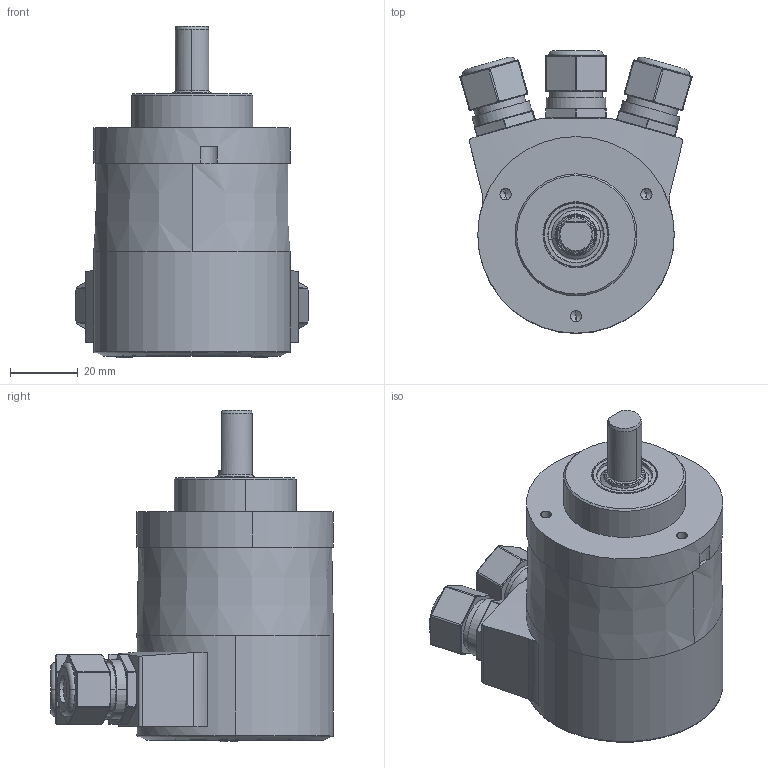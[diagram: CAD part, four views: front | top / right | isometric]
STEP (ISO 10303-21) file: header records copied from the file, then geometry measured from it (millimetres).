
FILE_DESCRIPTION((''),'2;1');
FILE_NAME('1034515-01','2013-06-19T',('SE2562'),(''),'PRO/ENGINEER BY PARAMETRIC TECHNOLOGY CORPORATION, 2011410','PRO/ENGINEER BY PARAMETRIC TECHNOLOGY CORPORATION, 2011410','');
FILE_SCHEMA(('CONFIG_CONTROL_DESIGN'));
Length unit declared in the file: millimetre
Products named in the file (1): 1034515-01
Bounding box: 68.52 x 83.5 x 98 mm (x, y, z)
Volume: 84511.4 mm3; surface area: 54866.3 mm2
Topology: 2 solids, 3 shells, 1017 faces, 2497 edges, 1542 vertices
Faces by surface type: cylinder 358, plane 285, cone 138, bspline 120, sphere 72, torus 44
Entity records: 33965 total; most frequent: CARTESIAN_POINT 10673, ORIENTED_EDGE 4962, DIRECTION 4701, EDGE_CURVE 2481, AXIS2_PLACEMENT_3D 1862, VERTEX_POINT 1542, EDGE_LOOP 1101, FACE_OUTER_BOUND 1017
